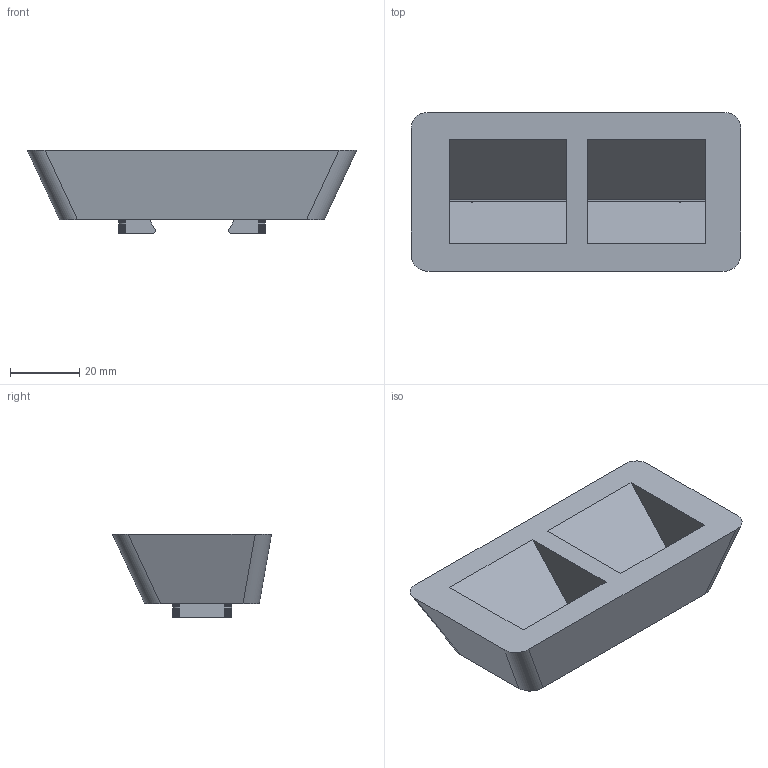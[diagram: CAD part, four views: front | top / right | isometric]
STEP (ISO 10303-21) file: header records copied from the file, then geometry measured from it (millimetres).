
FILE_DESCRIPTION(/* description */ (''),/* implementation_level */ '2;1');
FILE_NAME(/* name */ 'Ath_TPE_Flex_Foot v1.step',/* time_stamp */ '2017-10-04T11:17:50-04:00',/* author */ ('sheepslinky'),/* organization */ (''),/* preprocessor_version */ 'ST-DEVELOPER v16.13',/* originating_system */ 'Autodesk Translation Framework v6.5.0.72',/* authorisation */ '');
FILE_SCHEMA (('AUTOMOTIVE_DESIGN { 1 0 10303 214 3 1 1 }'));
Length unit declared in the file: millimetre
Products named in the file (1): Ath_Flex_Foot v1
Bounding box: 94.95 x 45.85 x 24 mm (x, y, z)
Volume: 49108.3 mm3; surface area: 14981.5 mm2
Topology: 1 solids, 1 shells, 176 faces, 516 edges, 344 vertices
Faces by surface type: plane 172, cylinder 4
Entity records: 5769 total; most frequent: CARTESIAN_POINT 1037, ORIENTED_EDGE 1032, DIRECTION 878, EDGE_CURVE 516, LINE 508, VECTOR 508, VERTEX_POINT 344, AXIS2_PLACEMENT_3D 185
